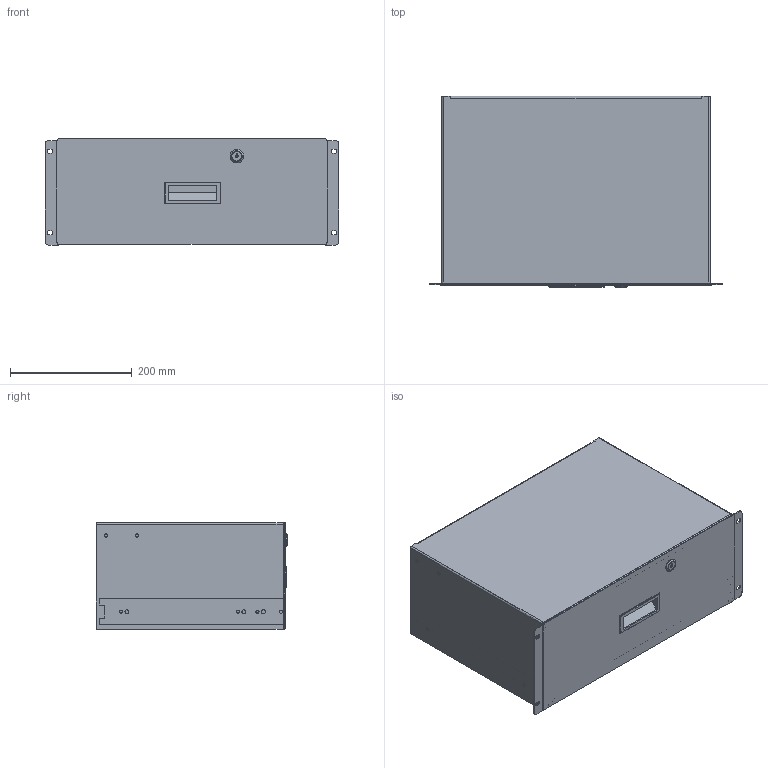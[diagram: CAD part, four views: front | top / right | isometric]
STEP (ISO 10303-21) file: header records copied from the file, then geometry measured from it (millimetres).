
FILE_DESCRIPTION (( 'STEP AP203' ), '1' );
FILE_NAME ('RDRW1900712BK1.step', '2020-11-12T13:55:28', ( 'ADC123' ), ( 'Microsoft' ), 'SwSTEP 2.0', 'SolidWorks 2019', '' );
FILE_SCHEMA (( 'CONFIG_CONTROL_DESIGN' ));
Length unit declared in the file: inch
Products named in the file (1): RDRW1900712BK1
Bounding box: 482.6 x 314.08 x 174.64 mm (x, y, z)
Volume: 1136995.3 mm3; surface area: 1496973.3 mm2
Topology: 24 solids, 24 shells, 666 faces, 1717 edges, 1119 vertices
Faces by surface type: plane 372, cylinder 252, bspline 22, torus 18, cone 2
Full cylindrical faces by diameter (mm): 3.886 x1, 3.969 x8, 4.14 x4, 4.166 x4, 4.369 x4, 4.496 x12, 4.572 x6, 5.969 x4, 6.35 x6, 8.509 x1, 13.9 x1, 15.875 x1, 22 x1
Entity records: 20997 total; most frequent: CARTESIAN_POINT 4784, DIRECTION 3312, ORIENTED_EDGE 3256, EDGE_CURVE 1628, AXIS2_PLACEMENT_3D 1131, VERTEX_POINT 1093, VECTOR 1050, LINE 1050
